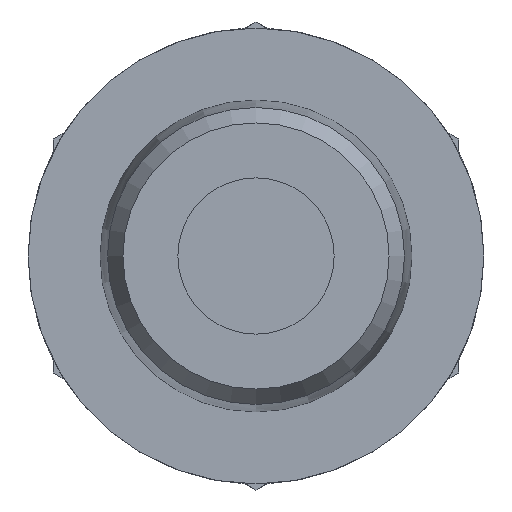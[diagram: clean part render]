
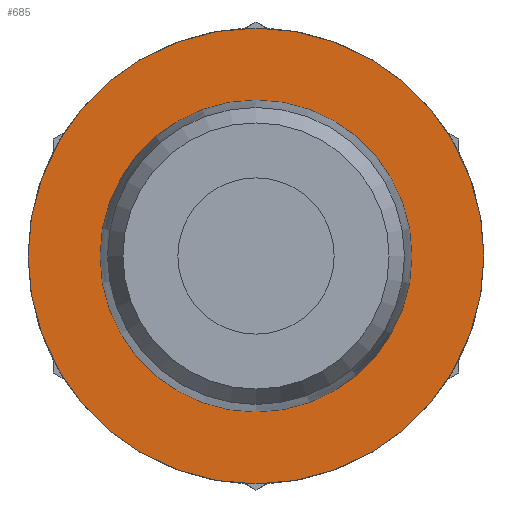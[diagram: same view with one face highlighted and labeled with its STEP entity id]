
A CAD part, front view. The second image highlights one B-rep face of the part: STEP entity #685.
In plain terms, the highlighted planar face has unit normal (0, -1, 0).
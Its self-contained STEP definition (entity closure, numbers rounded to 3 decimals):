
#67=CIRCLE('',#769,8.552);
#68=CIRCLE('',#771,12.5);
#178=ORIENTED_EDGE('',*,*,#326,.F.);
#179=ORIENTED_EDGE('',*,*,#327,.T.);
#326=EDGE_CURVE('',#400,#400,#67,.T.);
#327=EDGE_CURVE('',#401,#401,#68,.T.);
#400=VERTEX_POINT('',#1190);
#401=VERTEX_POINT('',#1193);
#536=EDGE_LOOP('',(#178));
#537=EDGE_LOOP('',(#179));
#596=FACE_BOUND('',#536,.T.);
#597=FACE_BOUND('',#537,.T.);
#639=PLANE('',#770);
#685=ADVANCED_FACE('',(#596,#597),#639,.F.);
#769=AXIS2_PLACEMENT_3D('',#1189,#933,#934);
#770=AXIS2_PLACEMENT_3D('',#1191,#935,#936);
#771=AXIS2_PLACEMENT_3D('',#1192,#937,#938);
#933=DIRECTION('',(0.,-1.,0.));
#934=DIRECTION('',(0.,0.,-1.));
#935=DIRECTION('',(0.,1.,0.));
#936=DIRECTION('',(0.,0.,1.));
#937=DIRECTION('',(0.,-1.,0.));
#938=DIRECTION('',(0.,0.,-1.));
#1189=CARTESIAN_POINT('',(0.,0.,0.));
#1190=CARTESIAN_POINT('',(0.,0.,-8.552));
#1191=CARTESIAN_POINT('',(12.5,0.,0.));
#1192=CARTESIAN_POINT('',(0.,0.,0.));
#1193=CARTESIAN_POINT('',(0.,0.,-12.5));
